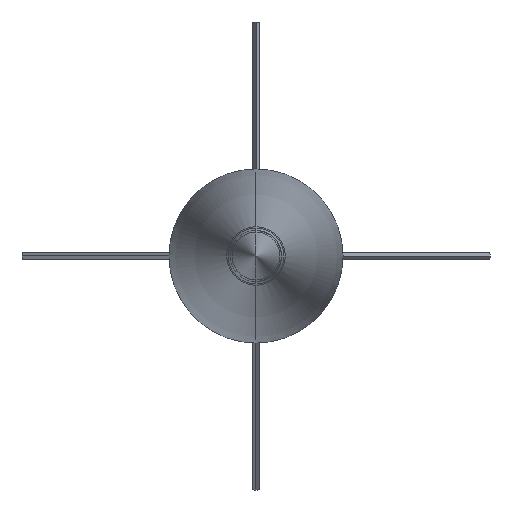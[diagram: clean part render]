
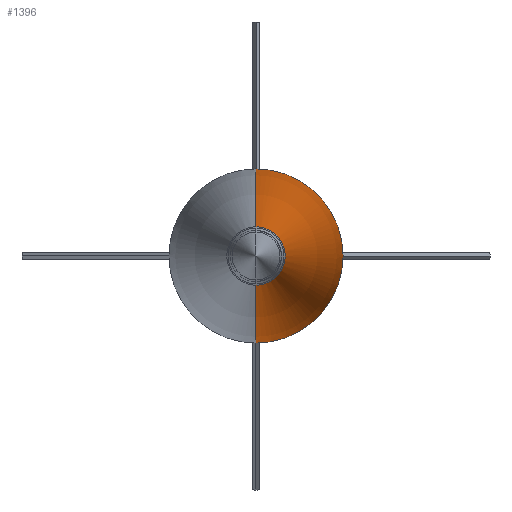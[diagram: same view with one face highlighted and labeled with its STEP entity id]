
A CAD part, left-side view. The second image highlights one B-rep face of the part: STEP entity #1396.
In plain terms, the highlighted toroidal (fillet/blend) face has major radius 3236.94 mm and minor radius 3312.19 mm.
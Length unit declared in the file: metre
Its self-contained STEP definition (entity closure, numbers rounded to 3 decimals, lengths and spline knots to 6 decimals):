
#51 = ORIENTED_EDGE ( 'NONE', *, *, #5337, .F. ) ;
#166 = CIRCLE ( 'NONE', #4220, 3.312185 ) ;
#221 = CARTESIAN_POINT ( 'NONE',  ( -1.472393, 0., -3.236938 ) ) ;
#362 = DIRECTION ( 'NONE',  ( 0., 0., -1. ) ) ;
#391 = FACE_OUTER_BOUND ( 'NONE', #3824, .T. ) ;
#621 = ORIENTED_EDGE ( 'NONE', *, *, #1919, .F. ) ;
#641 = VERTEX_POINT ( 'NONE', #3704 ) ;
#1036 = DIRECTION ( 'NONE',  ( 0., 0., -1. ) ) ;
#1197 = AXIS2_PLACEMENT_3D ( 'NONE', #4369, #2599, #362 ) ;
#1396 = ADVANCED_FACE ( 'NONE', ( #391 ), #2012, .T. ) ;
#1404 = VERTEX_POINT ( 'NONE', #4687 ) ;
#1456 = DIRECTION ( 'NONE',  ( 0., 0., 1. ) ) ;
#1516 = CARTESIAN_POINT ( 'NONE',  ( -2.045587, 0., -0.025273 ) ) ;
#1799 = DIRECTION ( 'NONE',  ( 0., 1., 0. ) ) ;
#1919 = EDGE_CURVE ( 'NONE', #4050, #3808, #2444, .T. ) ;
#1977 = DIRECTION ( 'NONE',  ( 0., -1., 0. ) ) ;
#2012 = TOROIDAL_SURFACE ( 'NONE', #1197, -3.236938, 3.312185 ) ;
#2145 = AXIS2_PLACEMENT_3D ( 'NONE', #2229, #1799, #1456 ) ;
#2229 = CARTESIAN_POINT ( 'NONE',  ( -1.472393, 0., 3.236938 ) ) ;
#2358 = AXIS2_PLACEMENT_3D ( 'NONE', #3163, #4901, #4476 ) ;
#2444 = CIRCLE ( 'NONE', #5645, 0.025273 ) ;
#2515 = ORIENTED_EDGE ( 'NONE', *, *, #4531, .T. ) ;
#2599 = DIRECTION ( 'NONE',  ( -1., 0., 0. ) ) ;
#2919 = CIRCLE ( 'NONE', #2358, 0.075248 ) ;
#3163 = CARTESIAN_POINT ( 'NONE',  ( -1.472393, 0., 0. ) ) ;
#3304 = CARTESIAN_POINT ( 'NONE',  ( -2.045587, 0., 0. ) ) ;
#3613 = ORIENTED_EDGE ( 'NONE', *, *, #3878, .T. ) ;
#3704 = CARTESIAN_POINT ( 'NONE',  ( -1.472393, 0., -0.075247 ) ) ;
#3808 = VERTEX_POINT ( 'NONE', #4147 ) ;
#3824 = EDGE_LOOP ( 'NONE', ( #2515, #3613, #621, #51 ) ) ;
#3878 = EDGE_CURVE ( 'NONE', #1404, #3808, #166, .T. ) ;
#4050 = VERTEX_POINT ( 'NONE', #1516 ) ;
#4147 = CARTESIAN_POINT ( 'NONE',  ( -2.045587, 0., 0.025273 ) ) ;
#4208 = DIRECTION ( 'NONE',  ( -1., 0., 0. ) ) ;
#4220 = AXIS2_PLACEMENT_3D ( 'NONE', #221, #1977, #1036 ) ;
#4369 = CARTESIAN_POINT ( 'NONE',  ( -1.472393, 0., 0. ) ) ;
#4476 = DIRECTION ( 'NONE',  ( 0., 0., 1. ) ) ;
#4531 = EDGE_CURVE ( 'NONE', #641, #1404, #2919, .T. ) ;
#4687 = CARTESIAN_POINT ( 'NONE',  ( -1.472393, 0., 0.075248 ) ) ;
#4901 = DIRECTION ( 'NONE',  ( -1., 0., 0. ) ) ;
#5129 = DIRECTION ( 'NONE',  ( 0., 0., 1. ) ) ;
#5253 = CIRCLE ( 'NONE', #2145, 3.312185 ) ;
#5337 = EDGE_CURVE ( 'NONE', #641, #4050, #5253, .T. ) ;
#5645 = AXIS2_PLACEMENT_3D ( 'NONE', #3304, #4208, #5129 ) ;
